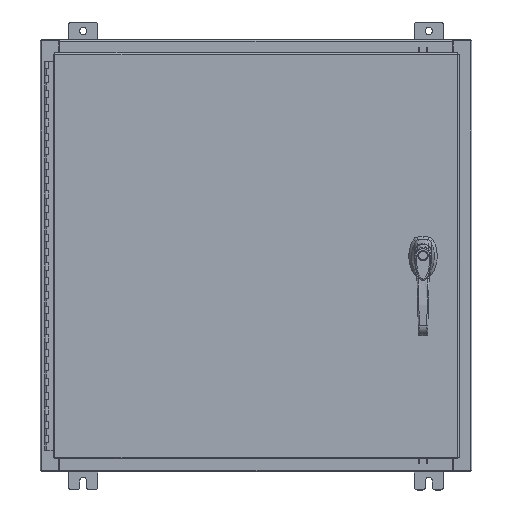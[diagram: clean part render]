
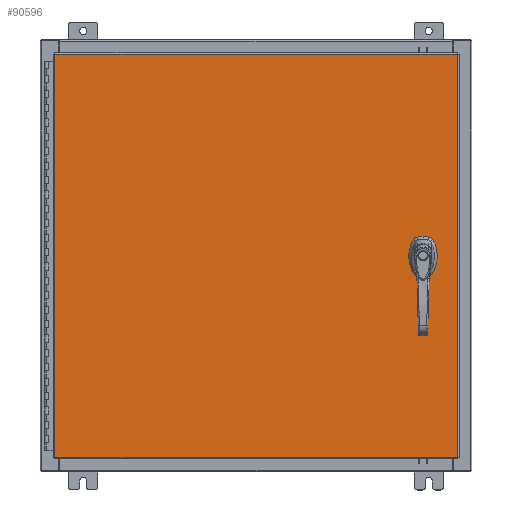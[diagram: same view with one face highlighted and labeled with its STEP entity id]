
A CAD part, top view. The second image highlights one B-rep face of the part: STEP entity #90596.
In plain terms, the highlighted planar face has unit normal (0, 0, 1).
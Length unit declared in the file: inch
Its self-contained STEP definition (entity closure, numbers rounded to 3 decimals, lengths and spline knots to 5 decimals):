
#415 = VERTEX_POINT ( 'NONE', #28647 ) ;
#1389 = ORIENTED_EDGE ( 'NONE', *, *, #40951, .T. ) ;
#3101 = VERTEX_POINT ( 'NONE', #52017 ) ;
#3942 = ORIENTED_EDGE ( 'NONE', *, *, #20222, .T. ) ;
#3958 = CARTESIAN_POINT ( 'NONE',  ( 11.41068, -1.34, 0. ) ) ;
#5153 = AXIS2_PLACEMENT_3D ( 'NONE', #121969, #76350, #65146 ) ;
#7315 = VERTEX_POINT ( 'NONE', #58394 ) ;
#7389 = ORIENTED_EDGE ( 'NONE', *, *, #30270, .F. ) ;
#8266 = CARTESIAN_POINT ( 'NONE',  ( 11.578, 0., 0. ) ) ;
#11566 = DIRECTION ( 'NONE',  ( 1., 0., 0. ) ) ;
#12005 = EDGE_CURVE ( 'NONE', #122663, #57117, #22891, .T. ) ;
#12098 = EDGE_CURVE ( 'NONE', #7315, #109035, #13626, .T. ) ;
#12461 = VERTEX_POINT ( 'NONE', #26881 ) ;
#12480 = VECTOR ( 'NONE', #94183, 39.37008 ) ;
#13321 = EDGE_LOOP ( 'NONE', ( #30362, #114864, #86947, #44192 ) ) ;
#13626 = CIRCLE ( 'NONE', #25550, 0.45 ) ;
#13815 = AXIS2_PLACEMENT_3D ( 'NONE', #88921, #48990, #58341 ) ;
#17309 = EDGE_CURVE ( 'NONE', #415, #111341, #67664, .T. ) ;
#17331 = EDGE_CURVE ( 'NONE', #111614, #107070, #60818, .T. ) ;
#18589 = EDGE_LOOP ( 'NONE', ( #87109, #111912, #80456, #74278 ) ) ;
#19210 = DIRECTION ( 'NONE',  ( 0., 0., 1. ) ) ;
#20222 = EDGE_CURVE ( 'NONE', #7315, #111341, #80267, .T. ) ;
#20932 = CARTESIAN_POINT ( 'NONE',  ( -13.9903, 14.0063, 0. ) ) ;
#21432 = LINE ( 'NONE', #33241, #54628 ) ;
#21686 = VERTEX_POINT ( 'NONE', #88817 ) ;
#22053 = EDGE_LOOP ( 'NONE', ( #1389, #71546, #99725, #3942, #73905, #7389, #26614, #52700 ) ) ;
#22891 = LINE ( 'NONE', #97229, #110955 ) ;
#23337 = LINE ( 'NONE', #42065, #23391 ) ;
#23391 = VECTOR ( 'NONE', #90134, 39.37008 ) ;
#23454 = CARTESIAN_POINT ( 'NONE',  ( 11.981, 0., 0. ) ) ;
#25331 = PLANE ( 'NONE',  #86057 ) ;
#25396 = VECTOR ( 'NONE', #117701, 39.37008 ) ;
#25550 = AXIS2_PLACEMENT_3D ( 'NONE', #8266, #101964, #37623 ) ;
#26614 = ORIENTED_EDGE ( 'NONE', *, *, #66875, .F. ) ;
#26881 = CARTESIAN_POINT ( 'NONE',  ( 11.74532, -1.34, 0. ) ) ;
#27268 = EDGE_CURVE ( 'NONE', #42800, #113205, #21432, .T. ) ;
#28647 = CARTESIAN_POINT ( 'NONE',  ( 11.77823, -0.403, 0. ) ) ;
#29821 = DIRECTION ( 'NONE',  ( 1., 0., 0. ) ) ;
#30270 = EDGE_CURVE ( 'NONE', #116256, #415, #23337, .T. ) ;
#30362 = ORIENTED_EDGE ( 'NONE', *, *, #12005, .T. ) ;
#30425 = CARTESIAN_POINT ( 'NONE',  ( 11.578, 0., 0. ) ) ;
#31664 = DIRECTION ( 'NONE',  ( -1., 0., 0. ) ) ;
#33241 = CARTESIAN_POINT ( 'NONE',  ( 13.9903, 14.0063, 0. ) ) ;
#35932 = FACE_BOUND ( 'NONE', #18589, .T. ) ;
#37623 = DIRECTION ( 'NONE',  ( 1., 0., 0. ) ) ;
#37988 = AXIS2_PLACEMENT_3D ( 'NONE', #81100, #101083, #88650 ) ;
#38487 = CARTESIAN_POINT ( 'NONE',  ( 11.37777, -0.403, 0. ) ) ;
#40106 = CARTESIAN_POINT ( 'NONE',  ( 11.175, 0.20023, 0. ) ) ;
#40951 = EDGE_CURVE ( 'NONE', #86747, #21686, #56961, .T. ) ;
#42065 = CARTESIAN_POINT ( 'NONE',  ( 0., -0.403, 0. ) ) ;
#42800 = VERTEX_POINT ( 'NONE', #57208 ) ;
#43784 = CIRCLE ( 'NONE', #113585, 0.16732 ) ;
#44015 = CARTESIAN_POINT ( 'NONE',  ( 11.175, -0.20023, 0. ) ) ;
#44192 = ORIENTED_EDGE ( 'NONE', *, *, #45980, .T. ) ;
#44246 = CARTESIAN_POINT ( 'NONE',  ( 13.9903, -14.0063, 0. ) ) ;
#45980 = EDGE_CURVE ( 'NONE', #113205, #122663, #116479, .T. ) ;
#46956 = CARTESIAN_POINT ( 'NONE',  ( 11.41068, -1.34, 0. ) ) ;
#47420 = CARTESIAN_POINT ( 'NONE',  ( 13.9903, -14.0063, 0. ) ) ;
#48990 = DIRECTION ( 'NONE',  ( 0., 0., 1. ) ) ;
#49862 = VECTOR ( 'NONE', #31664, 39.37008 ) ;
#50179 = CARTESIAN_POINT ( 'NONE',  ( 11.981, -0.20023, 0. ) ) ;
#52017 = CARTESIAN_POINT ( 'NONE',  ( 11.74532, -1.41874, 0. ) ) ;
#52700 = ORIENTED_EDGE ( 'NONE', *, *, #69632, .F. ) ;
#54628 = VECTOR ( 'NONE', #80716, 39.37008 ) ;
#56961 = CIRCLE ( 'NONE', #5153, 0.45 ) ;
#57117 = VERTEX_POINT ( 'NONE', #47420 ) ;
#57208 = CARTESIAN_POINT ( 'NONE',  ( 13.9903, 14.0063, 0. ) ) ;
#57492 = CARTESIAN_POINT ( 'NONE',  ( 11.74532, -1.41874, 0. ) ) ;
#57788 = DIRECTION ( 'NONE',  ( 0., 0., 1. ) ) ;
#58341 = DIRECTION ( 'NONE',  ( 1., 0., 0. ) ) ;
#58394 = CARTESIAN_POINT ( 'NONE',  ( 11.981, 0.20023, 0. ) ) ;
#58740 = DIRECTION ( 'NONE',  ( 0., -1., 0. ) ) ;
#59222 = EDGE_CURVE ( 'NONE', #57117, #42800, #122274, .T. ) ;
#60818 = LINE ( 'NONE', #3958, #115538 ) ;
#60930 = VERTEX_POINT ( 'NONE', #44015 ) ;
#60979 = DIRECTION ( 'NONE',  ( 1., 0., 0. ) ) ;
#61529 = DIRECTION ( 'NONE',  ( 0., -1., 0. ) ) ;
#64035 = DIRECTION ( 'NONE',  ( 0., 0., -1. ) ) ;
#64663 = FACE_BOUND ( 'NONE', #22053, .T. ) ;
#65146 = DIRECTION ( 'NONE',  ( 1., 0., 0. ) ) ;
#66875 = EDGE_CURVE ( 'NONE', #60930, #116256, #109891, .T. ) ;
#67503 = LINE ( 'NONE', #75627, #121449 ) ;
#67664 = CIRCLE ( 'NONE', #13815, 0.45 ) ;
#69632 = EDGE_CURVE ( 'NONE', #86747, #60930, #67503, .T. ) ;
#71546 = ORIENTED_EDGE ( 'NONE', *, *, #99779, .F. ) ;
#72243 = CARTESIAN_POINT ( 'NONE',  ( 11.77823, 0.403, 0. ) ) ;
#73905 = ORIENTED_EDGE ( 'NONE', *, *, #17309, .F. ) ;
#74018 = FACE_OUTER_BOUND ( 'NONE', #13321, .T. ) ;
#74278 = ORIENTED_EDGE ( 'NONE', *, *, #108140, .F. ) ;
#74644 = CARTESIAN_POINT ( 'NONE',  ( 0., 0., 0. ) ) ;
#75627 = CARTESIAN_POINT ( 'NONE',  ( 11.175, 0., 0. ) ) ;
#75860 = CIRCLE ( 'NONE', #37988, 0.16732 ) ;
#76350 = DIRECTION ( 'NONE',  ( 0., 0., -1. ) ) ;
#80267 = LINE ( 'NONE', #23454, #112136 ) ;
#80456 = ORIENTED_EDGE ( 'NONE', *, *, #103180, .F. ) ;
#80716 = DIRECTION ( 'NONE',  ( -1., 0., 0. ) ) ;
#81100 = CARTESIAN_POINT ( 'NONE',  ( 11.578, -1.34, 0. ) ) ;
#86057 = AXIS2_PLACEMENT_3D ( 'NONE', #74644, #64035, #112115 ) ;
#86747 = VERTEX_POINT ( 'NONE', #40106 ) ;
#86947 = ORIENTED_EDGE ( 'NONE', *, *, #27268, .T. ) ;
#87065 = DIRECTION ( 'NONE',  ( 0., -1., 0. ) ) ;
#87109 = ORIENTED_EDGE ( 'NONE', *, *, #101332, .F. ) ;
#88650 = DIRECTION ( 'NONE',  ( 1., 0., 0. ) ) ;
#88817 = CARTESIAN_POINT ( 'NONE',  ( 11.37777, 0.403, 0. ) ) ;
#88921 = CARTESIAN_POINT ( 'NONE',  ( 11.578, 0., 0. ) ) ;
#90134 = DIRECTION ( 'NONE',  ( 1., 0., 0. ) ) ;
#90596 = ADVANCED_FACE ( 'NONE', ( #35932, #74018, #64663 ), #25331, .F. ) ;
#94183 = DIRECTION ( 'NONE',  ( 0., 1., 0. ) ) ;
#95304 = CARTESIAN_POINT ( 'NONE',  ( 11.578, -1.41874, 0. ) ) ;
#96860 = DIRECTION ( 'NONE',  ( 0., 1., 0. ) ) ;
#97229 = CARTESIAN_POINT ( 'NONE',  ( -13.9903, -14.0063, 0. ) ) ;
#98800 = CARTESIAN_POINT ( 'NONE',  ( -13.9903, -14.0063, 0. ) ) ;
#99119 = CARTESIAN_POINT ( 'NONE',  ( 0., 0.403, 0. ) ) ;
#99725 = ORIENTED_EDGE ( 'NONE', *, *, #12098, .F. ) ;
#99779 = EDGE_CURVE ( 'NONE', #109035, #21686, #117225, .T. ) ;
#100380 = VECTOR ( 'NONE', #96860, 39.37008 ) ;
#101083 = DIRECTION ( 'NONE',  ( 0., 0., 1. ) ) ;
#101332 = EDGE_CURVE ( 'NONE', #107070, #3101, #43784, .T. ) ;
#101964 = DIRECTION ( 'NONE',  ( 0., 0., 1. ) ) ;
#103180 = EDGE_CURVE ( 'NONE', #12461, #111614, #75860, .T. ) ;
#106210 = LINE ( 'NONE', #57492, #100380 ) ;
#107070 = VERTEX_POINT ( 'NONE', #115040 ) ;
#108140 = EDGE_CURVE ( 'NONE', #3101, #12461, #106210, .T. ) ;
#108874 = CARTESIAN_POINT ( 'NONE',  ( -13.9903, 14.0063, 0. ) ) ;
#109035 = VERTEX_POINT ( 'NONE', #72243 ) ;
#109891 = CIRCLE ( 'NONE', #113916, 0.45 ) ;
#110955 = VECTOR ( 'NONE', #60979, 39.37008 ) ;
#111341 = VERTEX_POINT ( 'NONE', #50179 ) ;
#111614 = VERTEX_POINT ( 'NONE', #46956 ) ;
#111912 = ORIENTED_EDGE ( 'NONE', *, *, #17331, .F. ) ;
#112115 = DIRECTION ( 'NONE',  ( -1., 0., 0. ) ) ;
#112136 = VECTOR ( 'NONE', #61529, 39.37008 ) ;
#113205 = VERTEX_POINT ( 'NONE', #108874 ) ;
#113585 = AXIS2_PLACEMENT_3D ( 'NONE', #95304, #57788, #11566 ) ;
#113916 = AXIS2_PLACEMENT_3D ( 'NONE', #30425, #19210, #29821 ) ;
#114864 = ORIENTED_EDGE ( 'NONE', *, *, #59222, .T. ) ;
#115040 = CARTESIAN_POINT ( 'NONE',  ( 11.41068, -1.41874, 0. ) ) ;
#115538 = VECTOR ( 'NONE', #87065, 39.37008 ) ;
#116256 = VERTEX_POINT ( 'NONE', #38487 ) ;
#116479 = LINE ( 'NONE', #20932, #25396 ) ;
#117225 = LINE ( 'NONE', #99119, #49862 ) ;
#117701 = DIRECTION ( 'NONE',  ( 0., -1., 0. ) ) ;
#121449 = VECTOR ( 'NONE', #58740, 39.37008 ) ;
#121969 = CARTESIAN_POINT ( 'NONE',  ( 11.578, 0., 0. ) ) ;
#122274 = LINE ( 'NONE', #44246, #12480 ) ;
#122663 = VERTEX_POINT ( 'NONE', #98800 ) ;
